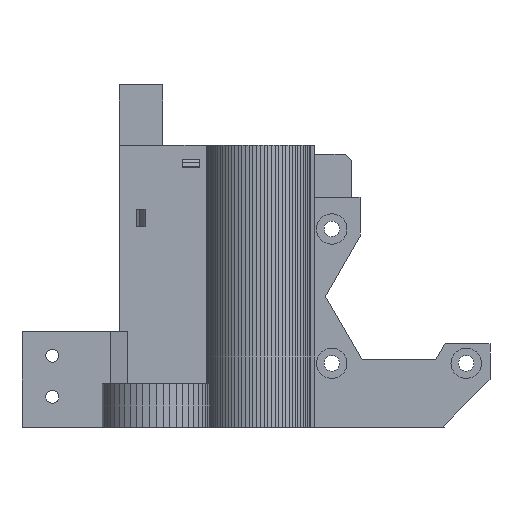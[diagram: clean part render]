
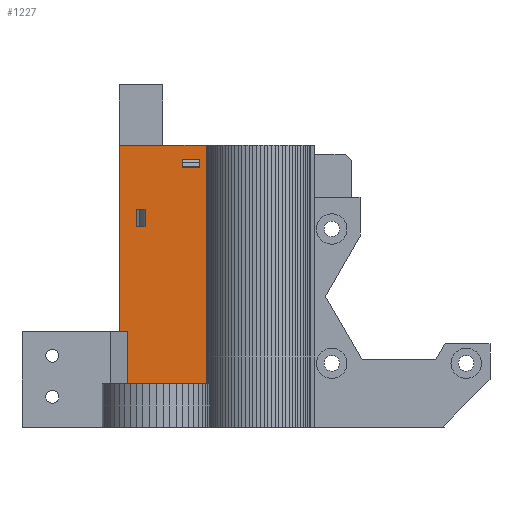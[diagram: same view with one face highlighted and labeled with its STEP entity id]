
A CAD part, left-side view. The second image highlights one B-rep face of the part: STEP entity #1227.
In plain terms, the highlighted planar face has unit normal (-1, 0, 0).
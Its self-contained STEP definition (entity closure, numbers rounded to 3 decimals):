
#1227=ADVANCED_FACE('',(#2279,#2280,#2281),#1943,.T.);
#1943=PLANE('',#16113);
#2279=FACE_BOUND('',#2727,.T.);
#2280=FACE_BOUND('',#2728,.T.);
#2281=FACE_BOUND('',#2729,.T.);
#2727=EDGE_LOOP('',(#5679,#5680,#5681,#5682,#5683,#5684,#5685,#5686,#5687));
#2728=EDGE_LOOP('',(#5688,#5689,#5690,#5691));
#2729=EDGE_LOOP('',(#5692,#5693,#5694,#5695));
#5679=ORIENTED_EDGE('',*,*,#10373,.F.);
#5680=ORIENTED_EDGE('',*,*,#9945,.F.);
#5681=ORIENTED_EDGE('',*,*,#10374,.F.);
#5682=ORIENTED_EDGE('',*,*,#10375,.F.);
#5683=ORIENTED_EDGE('',*,*,#10376,.F.);
#5684=ORIENTED_EDGE('',*,*,#10377,.F.);
#5685=ORIENTED_EDGE('',*,*,#10378,.F.);
#5686=ORIENTED_EDGE('',*,*,#10379,.T.);
#5687=ORIENTED_EDGE('',*,*,#9933,.F.);
#5688=ORIENTED_EDGE('',*,*,#10380,.F.);
#5689=ORIENTED_EDGE('',*,*,#10381,.T.);
#5690=ORIENTED_EDGE('',*,*,#10382,.T.);
#5691=ORIENTED_EDGE('',*,*,#10383,.F.);
#5692=ORIENTED_EDGE('',*,*,#10384,.F.);
#5693=ORIENTED_EDGE('',*,*,#10385,.T.);
#5694=ORIENTED_EDGE('',*,*,#10386,.T.);
#5695=ORIENTED_EDGE('',*,*,#10387,.F.);
#7960=VERTEX_POINT('',#21768);
#8207=VERTEX_POINT('',#22319);
#8216=VERTEX_POINT('',#22343);
#8217=VERTEX_POINT('',#22345);
#8483=VERTEX_POINT('',#23203);
#8484=VERTEX_POINT('',#23205);
#8485=VERTEX_POINT('',#23207);
#8486=VERTEX_POINT('',#23209);
#8487=VERTEX_POINT('',#23211);
#8488=VERTEX_POINT('',#23214);
#8489=VERTEX_POINT('',#23215);
#8490=VERTEX_POINT('',#23217);
#8491=VERTEX_POINT('',#23219);
#8492=VERTEX_POINT('',#23222);
#8493=VERTEX_POINT('',#23223);
#8494=VERTEX_POINT('',#23225);
#8495=VERTEX_POINT('',#23227);
#9933=EDGE_CURVE('',#8207,#7960,#12302,.T.);
#9945=EDGE_CURVE('',#8216,#8217,#12314,.T.);
#10373=EDGE_CURVE('',#8217,#8207,#12742,.T.);
#10374=EDGE_CURVE('',#8483,#8216,#12743,.T.);
#10375=EDGE_CURVE('',#8484,#8483,#12744,.T.);
#10376=EDGE_CURVE('',#8485,#8484,#12745,.T.);
#10377=EDGE_CURVE('',#8486,#8485,#12746,.T.);
#10378=EDGE_CURVE('',#8487,#8486,#12747,.T.);
#10379=EDGE_CURVE('',#8487,#7960,#12748,.T.);
#10380=EDGE_CURVE('',#8488,#8489,#12749,.T.);
#10381=EDGE_CURVE('',#8488,#8490,#12750,.T.);
#10382=EDGE_CURVE('',#8490,#8491,#12751,.T.);
#10383=EDGE_CURVE('',#8489,#8491,#12752,.T.);
#10384=EDGE_CURVE('',#8492,#8493,#12753,.T.);
#10385=EDGE_CURVE('',#8492,#8494,#12754,.T.);
#10386=EDGE_CURVE('',#8494,#8495,#12755,.T.);
#10387=EDGE_CURVE('',#8493,#8495,#12756,.T.);
#12302=LINE('',#22320,#14562);
#12314=LINE('',#22344,#14574);
#12742=LINE('',#23201,#15002);
#12743=LINE('',#23202,#15003);
#12744=LINE('',#23204,#15004);
#12745=LINE('',#23206,#15005);
#12746=LINE('',#23208,#15006);
#12747=LINE('',#23210,#15007);
#12748=LINE('',#23212,#15008);
#12749=LINE('',#23213,#15009);
#12750=LINE('',#23216,#15010);
#12751=LINE('',#23218,#15011);
#12752=LINE('',#23220,#15012);
#12753=LINE('',#23221,#15013);
#12754=LINE('',#23224,#15014);
#12755=LINE('',#23226,#15015);
#12756=LINE('',#23228,#15016);
#14562=VECTOR('',#18055,1.);
#14574=VECTOR('',#18073,1.);
#15002=VECTOR('',#18827,1.);
#15003=VECTOR('',#18828,1.);
#15004=VECTOR('',#18829,1.);
#15005=VECTOR('',#18830,1.);
#15006=VECTOR('',#18831,1.);
#15007=VECTOR('',#18832,1.);
#15008=VECTOR('',#18833,1.);
#15009=VECTOR('',#18834,1.);
#15010=VECTOR('',#18835,1.);
#15011=VECTOR('',#18836,1.);
#15012=VECTOR('',#18837,1.);
#15013=VECTOR('',#18838,1.);
#15014=VECTOR('',#18839,1.);
#15015=VECTOR('',#18840,1.);
#15016=VECTOR('',#18841,1.);
#16113=AXIS2_PLACEMENT_3D('',#23229,#18842,#18843);
#18055=DIRECTION('',(0.,-1.,0.));
#18073=DIRECTION('',(0.,0.,1.));
#18827=DIRECTION('',(0.,-1.,0.));
#18828=DIRECTION('',(0.,1.,0.));
#18829=DIRECTION('',(0.,0.,1.));
#18830=DIRECTION('',(0.,1.,0.));
#18831=DIRECTION('',(0.,1.,0.));
#18832=DIRECTION('',(0.,1.,0.));
#18833=DIRECTION('',(0.,0.,1.));
#18834=DIRECTION('',(0.,0.,-1.));
#18835=DIRECTION('',(0.,-1.,0.));
#18836=DIRECTION('',(0.,0.,-1.));
#18837=DIRECTION('',(0.,-1.,0.));
#18838=DIRECTION('',(0.,0.,1.));
#18839=DIRECTION('',(0.,1.,0.));
#18840=DIRECTION('',(0.,0.,1.));
#18841=DIRECTION('',(0.,1.,0.));
#18842=DIRECTION('',(-1.,0.,0.));
#18843=DIRECTION('',(0.,0.,-1.));
#21768=CARTESIAN_POINT('',(46.5,12.5,65.));
#22319=CARTESIAN_POINT('',(46.5,22.5,65.));
#22320=CARTESIAN_POINT('',(46.5,32.5,65.));
#22343=CARTESIAN_POINT('',(46.5,32.5,22.));
#22344=CARTESIAN_POINT('',(46.5,32.5,0.));
#22345=CARTESIAN_POINT('',(46.5,32.5,65.));
#23201=CARTESIAN_POINT('',(46.5,32.5,65.));
#23202=CARTESIAN_POINT('',(46.5,32.25,22.));
#23203=CARTESIAN_POINT('',(46.5,30.557,22.));
#23204=CARTESIAN_POINT('',(46.5,30.557,0.));
#23205=CARTESIAN_POINT('',(46.5,30.557,10.));
#23206=CARTESIAN_POINT('',(46.5,32.25,10.));
#23207=CARTESIAN_POINT('',(46.5,27.439,10.));
#23208=CARTESIAN_POINT('',(46.5,32.25,10.));
#23209=CARTESIAN_POINT('',(46.5,20.561,10.));
#23210=CARTESIAN_POINT('',(46.5,32.25,10.));
#23211=CARTESIAN_POINT('',(46.5,12.5,10.));
#23212=CARTESIAN_POINT('',(46.5,12.5,0.));
#23213=CARTESIAN_POINT('',(46.5,28.599,22.625));
#23214=CARTESIAN_POINT('',(46.5,28.599,50.25));
#23215=CARTESIAN_POINT('',(46.5,28.599,46.25));
#23216=CARTESIAN_POINT('',(46.5,31.75,50.25));
#23217=CARTESIAN_POINT('',(46.5,26.599,50.25));
#23218=CARTESIAN_POINT('',(46.5,26.599,23.125));
#23219=CARTESIAN_POINT('',(46.5,26.599,46.25));
#23220=CARTESIAN_POINT('',(46.5,31.75,46.25));
#23221=CARTESIAN_POINT('',(46.5,14.,32.125));
#23222=CARTESIAN_POINT('',(46.5,14.,59.849));
#23223=CARTESIAN_POINT('',(46.5,14.,61.849));
#23224=CARTESIAN_POINT('',(46.5,23.25,59.849));
#23225=CARTESIAN_POINT('',(46.5,18.,59.849));
#23226=CARTESIAN_POINT('',(46.5,18.,32.125));
#23227=CARTESIAN_POINT('',(46.5,18.,61.849));
#23228=CARTESIAN_POINT('',(46.5,22.,61.849));
#23229=CARTESIAN_POINT('',(46.5,32.5,0.));
